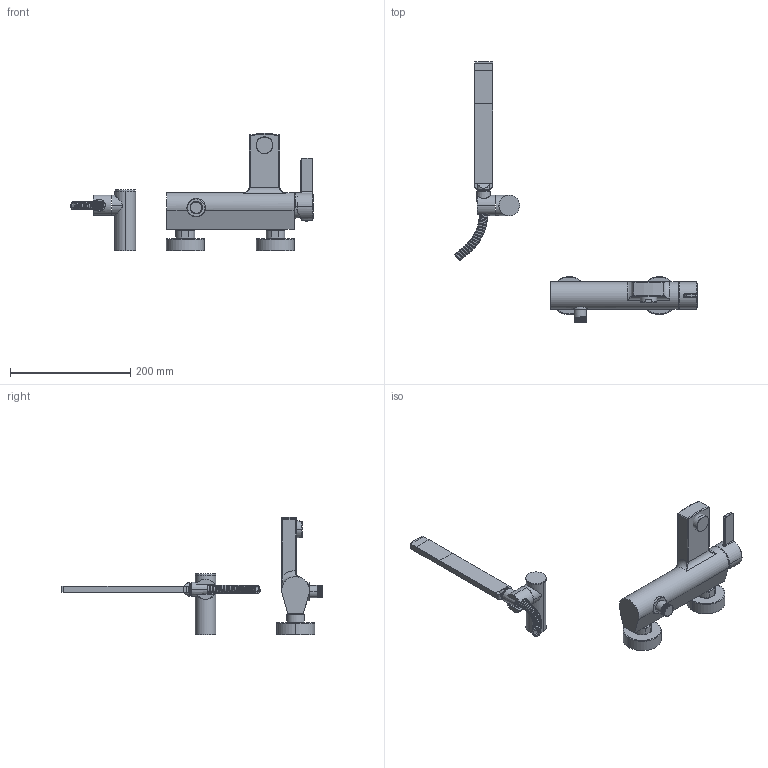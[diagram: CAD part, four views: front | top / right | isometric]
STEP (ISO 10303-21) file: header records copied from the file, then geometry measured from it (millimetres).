
FILE_DESCRIPTION((''),'2;1');
FILE_NAME('RO023CR','2021-01-15T14:52:26',('ut3'),('PAFFONI SpA'),'CREO PARAMETRIC BY PTC INC, 2020044','CREO PARAMETRIC BY PTC INC, 2020044','');
FILE_SCHEMA(('CONFIG_CONTROL_DESIGN','SHAPE_APPEARANCE_LAYERS_GROUPS'));
Length unit declared in the file: millimetre
Products named in the file (1): RO023CR
Bounding box: 403.93 x 434.89 x 195.2 mm (x, y, z)
Surface area: 150501.9 mm2 (no closed solid volume)
Topology: 0 solids, 26 shells, 255 faces, 630 edges, 387 vertices
Faces by surface type: plane 69, cylinder 66, bspline 64, torus 28, cone 18, sphere 10
Entity records: 23241 total; most frequent: CARTESIAN_POINT 15875, ORIENTED_EDGE 1104, DIRECTION 1062, EDGE_CURVE 619, AXIS2_PLACEMENT_3D 415, VERTEX_POINT 384, FILL_AREA_STYLE_COLOUR 270, FILL_AREA_STYLE 270
